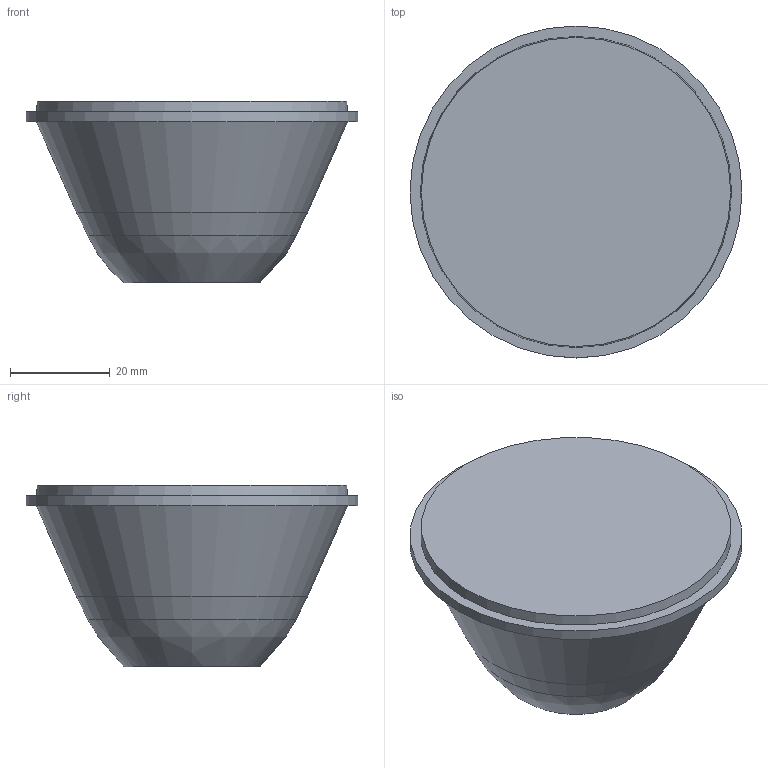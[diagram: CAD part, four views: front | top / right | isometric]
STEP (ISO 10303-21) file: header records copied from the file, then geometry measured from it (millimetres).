
FILE_DESCRIPTION(('STEP AP203'),'1');
FILE_NAME('LLC66x7_FOR_MECHANICAL_USE.step','2020-03-24T13:44:03',(' '),(' '),'Spatial InterOp 3D',' ',' ');
FILE_SCHEMA(('CONFIG_CONTROL_DESIGN'));
Length unit declared in the file: millimetre
Products named in the file (1): 1
Bounding box: 66.65 x 66.65 x 36.49 mm (x, y, z)
Volume: 61861 mm3; surface area: 12696.2 mm2
Topology: 1 solids, 1 shells, 13 faces, 23 edges, 14 vertices
Faces by surface type: revolution 4, plane 4, cone 2, torus 2, cylinder 1
Full cylindrical faces by diameter (mm): 66.648 x1
Entity records: 923 total; most frequent: CARTESIAN_POINT 660, DIRECTION 48, EDGE_LOOP 24, ORIENTED_EDGE 24, AXIS2_PLACEMENT_3D 22, FACE_OUTER_BOUND 19, ADVANCED_FACE 13, VERTEX_POINT 13
